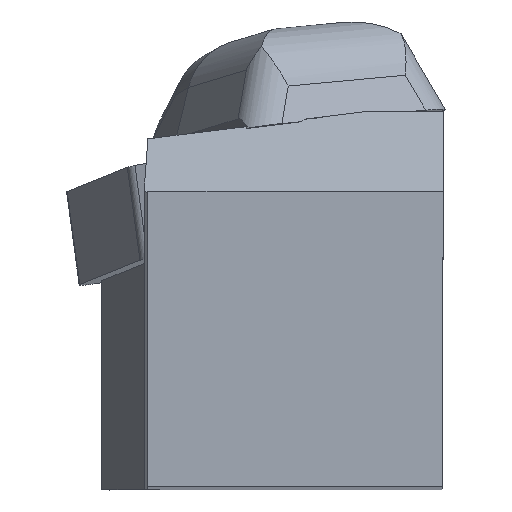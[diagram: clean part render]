
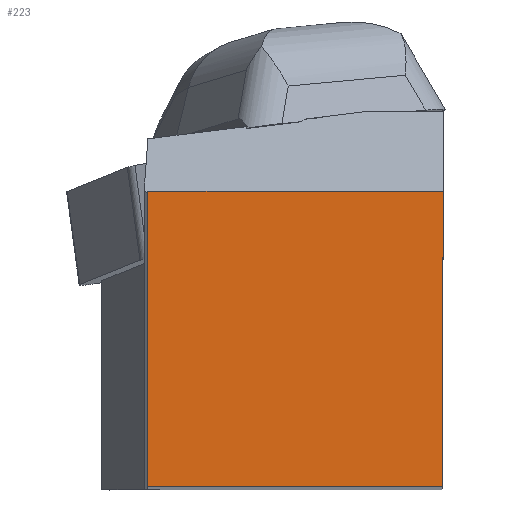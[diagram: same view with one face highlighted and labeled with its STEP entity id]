
A CAD part, top view. The second image highlights one B-rep face of the part: STEP entity #223.
In plain terms, the highlighted planar face has unit normal (0, 0, 1).
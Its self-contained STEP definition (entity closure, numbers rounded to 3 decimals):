
#154=FACE_OUTER_BOUND('',#632,.T.);
#223=ADVANCED_FACE('BLANK_BOXF006',(#154),#284,.F.);
#284=PLANE('',#1513);
#380=LINE('',#2212,#518);
#391=LINE('',#2235,#529);
#392=LINE('',#2237,#530);
#393=LINE('',#2239,#531);
#518=VECTOR('',#1744,1.);
#529=VECTOR('',#1767,1.);
#530=VECTOR('',#1768,1.);
#531=VECTOR('',#1769,1.);
#632=EDGE_LOOP('',(#828,#829,#830,#831));
#828=ORIENTED_EDGE('',*,*,#1279,.F.);
#829=ORIENTED_EDGE('',*,*,#1266,.F.);
#830=ORIENTED_EDGE('',*,*,#1280,.F.);
#831=ORIENTED_EDGE('',*,*,#1281,.F.);
#1121=VERTEX_POINT('',#2211);
#1122=VERTEX_POINT('',#2213);
#1128=VERTEX_POINT('',#2236);
#1129=VERTEX_POINT('',#2238);
#1266=EDGE_CURVE('',#1121,#1122,#380,.T.);
#1279=EDGE_CURVE('',#1122,#1128,#391,.T.);
#1280=EDGE_CURVE('',#1129,#1121,#392,.T.);
#1281=EDGE_CURVE('',#1128,#1129,#393,.T.);
#1513=AXIS2_PLACEMENT_3D('',#2240,#1770,#1771);
#1744=DIRECTION('',(-1.,0.,0.));
#1767=DIRECTION('',(0.,1.,0.));
#1768=DIRECTION('',(-0.004,-1.,0.));
#1769=DIRECTION('',(1.,0.,0.));
#1770=DIRECTION('',(0.,0.,-1.));
#1771=DIRECTION('',(-1.,0.,0.));
#2211=CARTESIAN_POINT('',(-0.087,0.,0.));
#2212=CARTESIAN_POINT('',(141.35,0.,0.));
#2213=CARTESIAN_POINT('',(-19.875,0.,0.));
#2235=CARTESIAN_POINT('',(-19.875,-141.35,0.));
#2236=CARTESIAN_POINT('',(-19.875,19.875,0.));
#2237=CARTESIAN_POINT('',(0.53,141.349,0.));
#2238=CARTESIAN_POINT('',(0.,19.875,0.));
#2239=CARTESIAN_POINT('',(-141.35,19.875,0.));
#2240=CARTESIAN_POINT('',(-40.35,-5.,0.));
